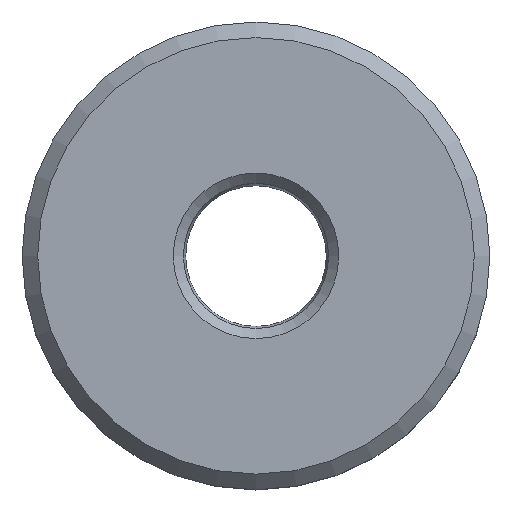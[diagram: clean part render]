
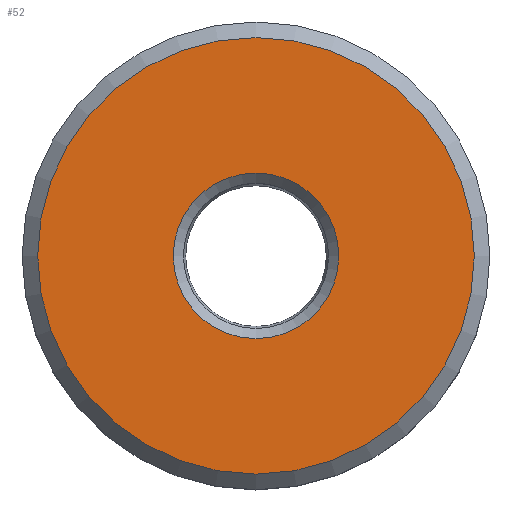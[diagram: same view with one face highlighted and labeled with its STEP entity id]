
A CAD part, top view. The second image highlights one B-rep face of the part: STEP entity #52.
In plain terms, the highlighted planar face has unit normal (0, 0, 1).
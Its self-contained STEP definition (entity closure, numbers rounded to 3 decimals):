
#52 = ADVANCED_FACE( '', ( #107, #108 ), #109, .F. );
#107 = FACE_BOUND( '', #154, .T. );
#108 = FACE_OUTER_BOUND( '', #155, .T. );
#109 = PLANE( '', #156 );
#154 = EDGE_LOOP( '', ( #213 ) );
#155 = EDGE_LOOP( '', ( #214 ) );
#156 = AXIS2_PLACEMENT_3D( '', #215, #216, #217 );
#213 = ORIENTED_EDGE( '', *, *, #236, .T. );
#214 = ORIENTED_EDGE( '', *, *, #219, .T. );
#215 = CARTESIAN_POINT( '', ( 0., 0., 20.5 ) );
#216 = DIRECTION( '', ( 0., 0., -1. ) );
#217 = DIRECTION( '', ( -1., 0., 0. ) );
#219 = EDGE_CURVE( '', #239, #239, #240, .F. );
#236 = EDGE_CURVE( '', #265, #265, #266, .T. );
#239 = VERTEX_POINT( '', #269 );
#240 = CIRCLE( '', #270, 28. );
#265 = VERTEX_POINT( '', #295 );
#266 = CIRCLE( '', #296, 10.616 );
#269 = CARTESIAN_POINT( '', ( -28., 0., 20.5 ) );
#270 = AXIS2_PLACEMENT_3D( '', #298, #299, #300 );
#295 = CARTESIAN_POINT( '', ( -10.616, 0., 20.5 ) );
#296 = AXIS2_PLACEMENT_3D( '', #325, #326, #327 );
#298 = CARTESIAN_POINT( '', ( 0., 0., 20.5 ) );
#299 = DIRECTION( '', ( 0., 0., -1. ) );
#300 = DIRECTION( '', ( -1., 0., 0. ) );
#325 = CARTESIAN_POINT( '', ( 0., 0., 20.5 ) );
#326 = DIRECTION( '', ( 0., 0., -1. ) );
#327 = DIRECTION( '', ( -1., 0., 0. ) );
